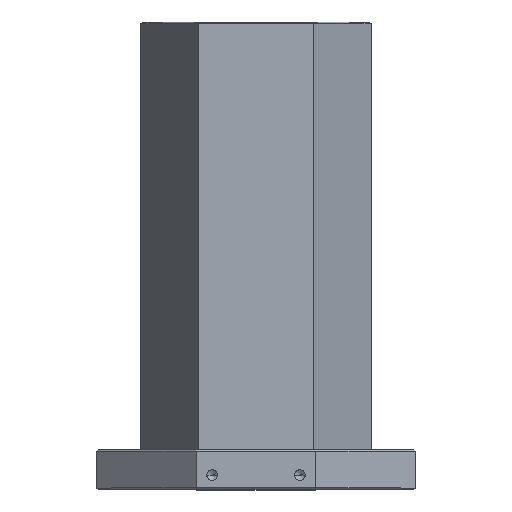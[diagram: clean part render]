
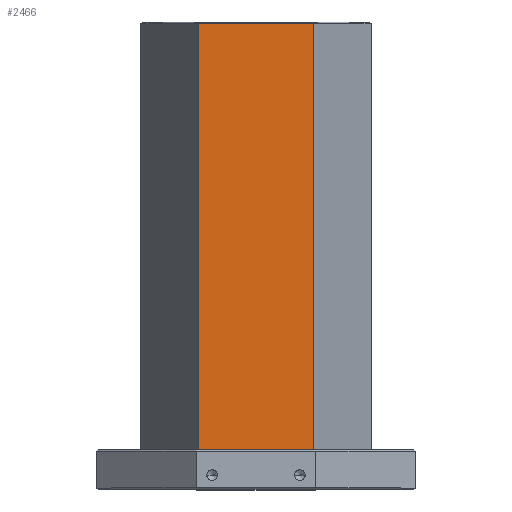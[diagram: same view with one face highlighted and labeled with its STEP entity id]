
A CAD part, top view. The second image highlights one B-rep face of the part: STEP entity #2466.
In plain terms, the highlighted planar face has unit normal (0, 0, 1).
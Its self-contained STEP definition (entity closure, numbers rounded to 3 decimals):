
#135 = CARTESIAN_POINT ( 'NONE',  ( -72.169, 50., 125. ) ) ;
#211 = CARTESIAN_POINT ( 'NONE',  ( -72.169, 50., 125. ) ) ;
#477 = CARTESIAN_POINT ( 'NONE',  ( -72.169, 584.5, 125. ) ) ;
#548 = VERTEX_POINT ( 'NONE', #879 ) ;
#579 = CARTESIAN_POINT ( 'NONE',  ( -72.169, 586.5, 125. ) ) ;
#592 = PLANE ( 'NONE',  #2245 ) ;
#625 = CARTESIAN_POINT ( 'NONE',  ( -72.169, 586.5, 125. ) ) ;
#776 = VECTOR ( 'NONE', #1099, 1000. ) ;
#848 = VERTEX_POINT ( 'NONE', #3273 ) ;
#857 = EDGE_CURVE ( 'NONE', #1390, #2815, #2414, .T. ) ;
#879 = CARTESIAN_POINT ( 'NONE',  ( 72.169, 584.5, 125. ) ) ;
#1099 = DIRECTION ( 'NONE',  ( 1., 0., 0. ) ) ;
#1119 = FACE_OUTER_BOUND ( 'NONE', #5283, .T. ) ;
#1121 = EDGE_CURVE ( 'NONE', #2815, #848, #4108, .T. ) ;
#1283 = CARTESIAN_POINT ( 'NONE',  ( 72.169, 586.5, 125. ) ) ;
#1390 = VERTEX_POINT ( 'NONE', #477 ) ;
#1830 = ORIENTED_EDGE ( 'NONE', *, *, #5192, .F. ) ;
#2245 = AXIS2_PLACEMENT_3D ( 'NONE', #625, #4157, #2366 ) ;
#2341 = ORIENTED_EDGE ( 'NONE', *, *, #1121, .T. ) ;
#2366 = DIRECTION ( 'NONE',  ( -1., 0., 0. ) ) ;
#2414 = LINE ( 'NONE', #579, #4457 ) ;
#2466 = ADVANCED_FACE ( 'NONE', ( #1119 ), #592, .F. ) ;
#2815 = VERTEX_POINT ( 'NONE', #211 ) ;
#2839 = DIRECTION ( 'NONE',  ( 0., -1., 0. ) ) ;
#3020 = LINE ( 'NONE', #1283, #5540 ) ;
#3077 = ORIENTED_EDGE ( 'NONE', *, *, #857, .T. ) ;
#3273 = CARTESIAN_POINT ( 'NONE',  ( 72.169, 50., 125. ) ) ;
#3611 = CARTESIAN_POINT ( 'NONE',  ( -72.169, 584.5, 125. ) ) ;
#3671 = DIRECTION ( 'NONE',  ( -1., 0., 0. ) ) ;
#3931 = VECTOR ( 'NONE', #3671, 1000. ) ;
#3938 = EDGE_CURVE ( 'NONE', #548, #1390, #5459, .T. ) ;
#4108 = LINE ( 'NONE', #135, #776 ) ;
#4157 = DIRECTION ( 'NONE',  ( 0., 0., -1. ) ) ;
#4457 = VECTOR ( 'NONE', #2839, 1000. ) ;
#4964 = ORIENTED_EDGE ( 'NONE', *, *, #3938, .T. ) ;
#5192 = EDGE_CURVE ( 'NONE', #548, #848, #3020, .T. ) ;
#5283 = EDGE_LOOP ( 'NONE', ( #1830, #4964, #3077, #2341 ) ) ;
#5459 = LINE ( 'NONE', #3611, #3931 ) ;
#5540 = VECTOR ( 'NONE', #5690, 1000. ) ;
#5690 = DIRECTION ( 'NONE',  ( 0., -1., 0. ) ) ;
